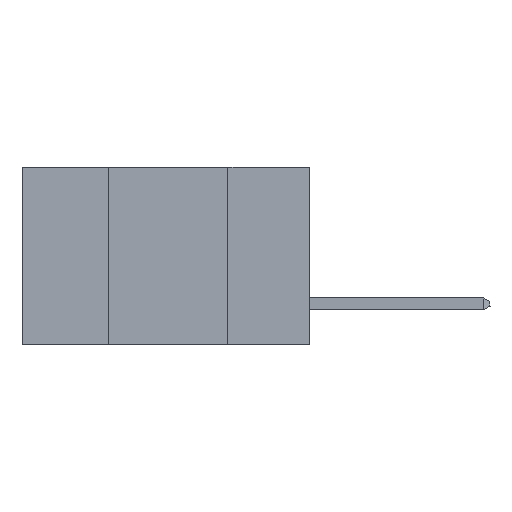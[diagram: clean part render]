
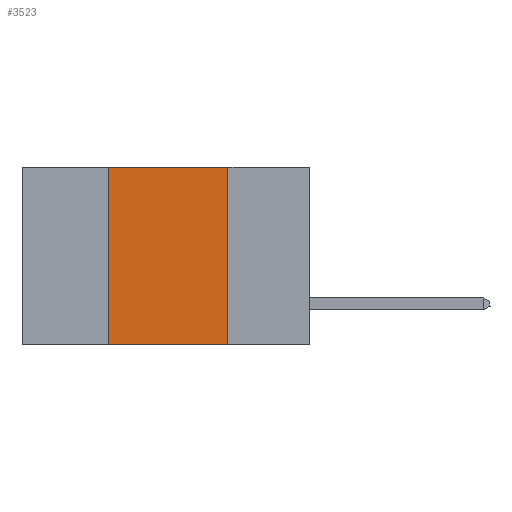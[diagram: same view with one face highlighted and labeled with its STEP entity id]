
A CAD part, left-side view. The second image highlights one B-rep face of the part: STEP entity #3523.
In plain terms, the highlighted planar face has unit normal (-1, 0, 0).
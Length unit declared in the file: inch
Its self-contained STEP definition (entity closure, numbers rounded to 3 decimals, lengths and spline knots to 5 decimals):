
#65 = DIRECTION ( 'NONE',  ( 0., 0., -1. ) ) ;
#1608 = ORIENTED_EDGE ( 'NONE', *, *, #22022, .T. ) ;
#1785 = VERTEX_POINT ( 'NONE', #8505 ) ;
#2750 = VERTEX_POINT ( 'NONE', #16419 ) ;
#2947 = VECTOR ( 'NONE', #33705, 39.37008 ) ;
#3523 = ADVANCED_FACE ( 'NONE', ( #35110 ), #6012, .F. ) ;
#5246 = CARTESIAN_POINT ( 'NONE',  ( 0., 0.42, 0. ) ) ;
#5938 = EDGE_CURVE ( 'NONE', #2750, #1785, #19481, .T. ) ;
#6012 = PLANE ( 'NONE',  #29083 ) ;
#7927 = ORIENTED_EDGE ( 'NONE', *, *, #36264, .F. ) ;
#8353 = EDGE_CURVE ( 'NONE', #36048, #2750, #14693, .T. ) ;
#8505 = CARTESIAN_POINT ( 'NONE',  ( 0., 0.17, 0. ) ) ;
#8713 = LINE ( 'NONE', #32877, #41265 ) ;
#9022 = VERTEX_POINT ( 'NONE', #38610 ) ;
#10400 = ORIENTED_EDGE ( 'NONE', *, *, #8353, .F. ) ;
#14354 = EDGE_LOOP ( 'NONE', ( #7927, #25382, #10400, #1608 ) ) ;
#14693 = LINE ( 'NONE', #5246, #2947 ) ;
#16110 = VECTOR ( 'NONE', #35034, 39.37008 ) ;
#16419 = CARTESIAN_POINT ( 'NONE',  ( 0., 0.42, 0. ) ) ;
#19481 = LINE ( 'NONE', #28130, #41367 ) ;
#22022 = EDGE_CURVE ( 'NONE', #36048, #9022, #35436, .T. ) ;
#22522 = DIRECTION ( 'NONE',  ( 1., 0., 0. ) ) ;
#25382 = ORIENTED_EDGE ( 'NONE', *, *, #5938, .F. ) ;
#26030 = CARTESIAN_POINT ( 'NONE',  ( 0., 0.42, -0.37 ) ) ;
#28130 = CARTESIAN_POINT ( 'NONE',  ( 0., 0.6, 0. ) ) ;
#29083 = AXIS2_PLACEMENT_3D ( 'NONE', #29749, #22522, #65 ) ;
#29749 = CARTESIAN_POINT ( 'NONE',  ( 0., 0.6, 0. ) ) ;
#29787 = DIRECTION ( 'NONE',  ( 0., 0., -1. ) ) ;
#32877 = CARTESIAN_POINT ( 'NONE',  ( 0., 0.17, 0. ) ) ;
#33705 = DIRECTION ( 'NONE',  ( 0., 0., 1. ) ) ;
#35034 = DIRECTION ( 'NONE',  ( 0., -1., 0. ) ) ;
#35110 = FACE_OUTER_BOUND ( 'NONE', #14354, .T. ) ;
#35436 = LINE ( 'NONE', #37144, #16110 ) ;
#36048 = VERTEX_POINT ( 'NONE', #26030 ) ;
#36264 = EDGE_CURVE ( 'NONE', #1785, #9022, #8713, .T. ) ;
#37144 = CARTESIAN_POINT ( 'NONE',  ( 0., 0.6, -0.37 ) ) ;
#38610 = CARTESIAN_POINT ( 'NONE',  ( 0., 0.17, -0.37 ) ) ;
#41180 = DIRECTION ( 'NONE',  ( 0., -1., 0. ) ) ;
#41265 = VECTOR ( 'NONE', #29787, 39.37008 ) ;
#41367 = VECTOR ( 'NONE', #41180, 39.37008 ) ;
